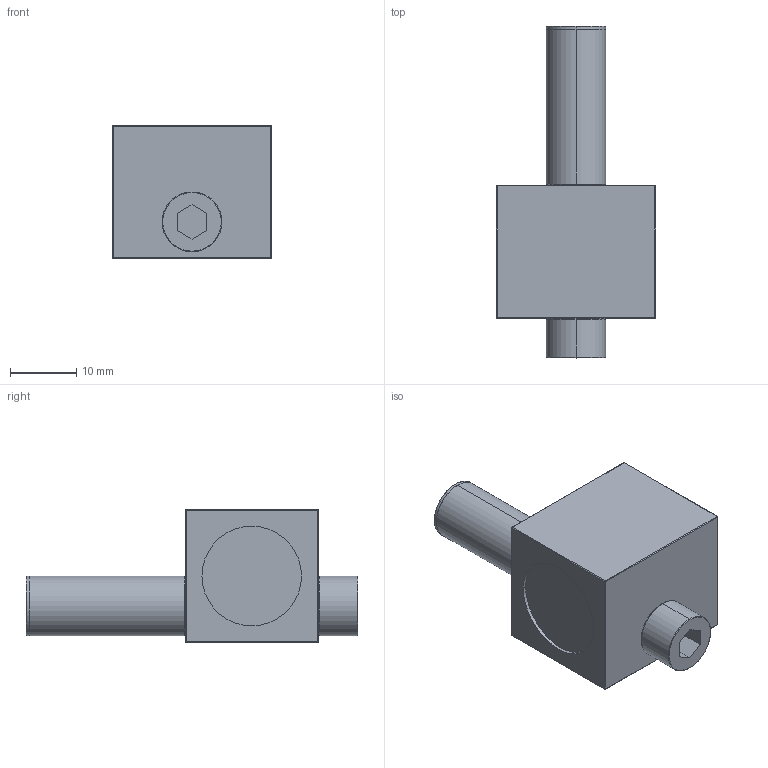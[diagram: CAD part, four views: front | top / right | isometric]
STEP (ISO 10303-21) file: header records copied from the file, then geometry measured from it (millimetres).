
FILE_DESCRIPTION (( 'STEP AP203' ), '1' );
FILE_NAME ('EX Mini T - MET 1055 LONG.STEP', '2011-11-04T13:31:31', ( '' ), ( '' ), 'SwSTEP 2.0', 'SolidWorks 2011', '' );
FILE_SCHEMA (( 'CONFIG_CONTROL_DESIGN' ));
Length unit declared in the file: millimetre
Products named in the file (1): EX Mini T - MET 1055 LONG
Bounding box: 24 x 50 x 20 mm (x, y, z)
Volume: 11260.3 mm3; surface area: 3678.1 mm2
Topology: 1 solids, 1 shells, 75 faces, 158 edges, 88 vertices
Faces by surface type: cylinder 32, plane 23, torus 12, sphere 8
Entity records: 2021 total; most frequent: DIRECTION 390, CARTESIAN_POINT 314, ORIENTED_EDGE 300, AXIS2_PLACEMENT_3D 164, EDGE_CURVE 150, CIRCLE 88, VERTEX_POINT 88, EDGE_LOOP 86
